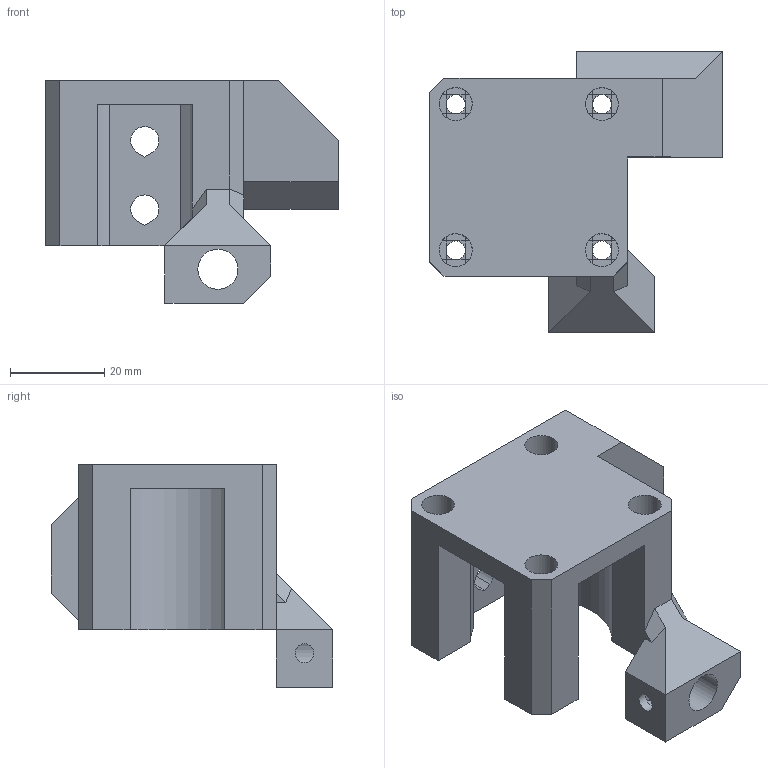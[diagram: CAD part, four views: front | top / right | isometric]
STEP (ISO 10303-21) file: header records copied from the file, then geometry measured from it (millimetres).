
FILE_DESCRIPTION(/* description */ ('STEP AP242','CAx-IF Rec.Pracs.---Representation and Presentation of Product Manufacturing Information (PMI)---4.0---2014-10-13','CAx-IF Rec.Pracs.---3D Tessellated Geometry---0.4---2014-09-14','2;1'),/* implementation_level */ '2;1');
FILE_NAME(/* name */ '68269f2e634e1651e027b3ea',/* time_stamp */ '2025-05-16T02:13:03Z',/* author */ (''),/* organization */ (''),/* preprocessor_version */ 'ST-DEVELOPER v20',/* originating_system */ 'ONSHAPE BY PTC INC, 1.197',/* authorisation */ ' ');
FILE_SCHEMA (('AP242_MANAGED_MODEL_BASED_3D_ENGINEERING_MIM_LF { 1 0 10303 442 1 1 4 }'));
Length unit declared in the file: metre
Products named in the file (1): Short Mount
Bounding box: 62 x 59.75 x 47.25 mm (x, y, z)
Volume: 37270.1 mm3; surface area: 18146.7 mm2
Topology: 1 solids, 1 shells, 168 faces, 420 edges, 256 vertices
Faces by surface type: plane 150, cylinder 18
Full cylindrical faces by diameter (mm): 4 x6, 7 x5, 8.5 x2
Entity records: 4851 total; most frequent: CARTESIAN_POINT 861, DIRECTION 811, ORIENTED_EDGE 798, EDGE_CURVE 399, LINE 317, VECTOR 317, VERTEX_POINT 249, AXIS2_PLACEMENT_3D 247
